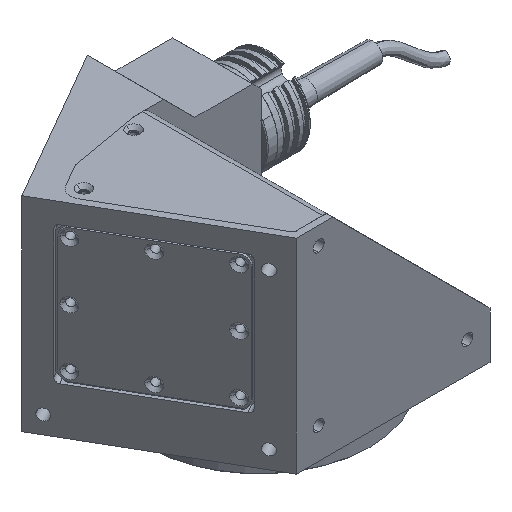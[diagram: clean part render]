
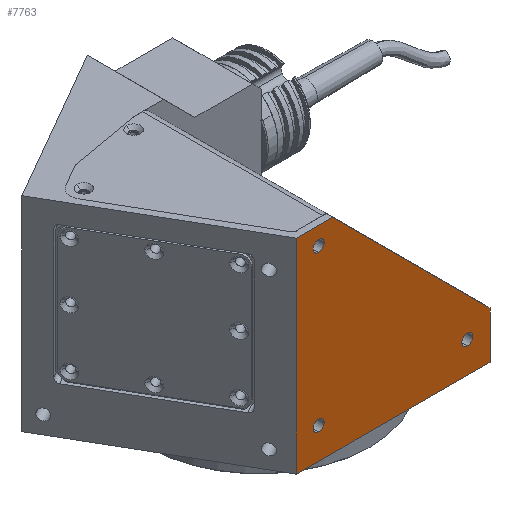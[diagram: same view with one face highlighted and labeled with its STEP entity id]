
A CAD part, isometric view. The second image highlights one B-rep face of the part: STEP entity #7763.
In plain terms, the highlighted planar face has unit normal (0, -1, 0).
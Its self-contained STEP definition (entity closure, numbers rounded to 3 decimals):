
#42 = CARTESIAN_POINT ( 'NONE',  ( -35.185, -52., 190.192 ) ) ;
#171 = AXIS2_PLACEMENT_3D ( 'NONE', #8190, #17834, #9596 ) ;
#328 = DIRECTION ( 'NONE',  ( 0., -1., 0. ) ) ;
#425 = CARTESIAN_POINT ( 'NONE',  ( -25.185, -52., 204.192 ) ) ;
#497 = EDGE_CURVE ( 'NONE', #5653, #15721, #15393, .T. ) ;
#615 = VERTEX_POINT ( 'NONE', #3485 ) ;
#1026 = EDGE_CURVE ( 'NONE', #615, #1107, #12624, .T. ) ;
#1107 = VERTEX_POINT ( 'NONE', #3563 ) ;
#1277 = CIRCLE ( 'NONE', #15213, 2.5 ) ;
#1339 = DIRECTION ( 'NONE',  ( 0., -1., 0. ) ) ;
#1467 = CIRCLE ( 'NONE', #171, 2.5 ) ;
#2551 = LINE ( 'NONE', #12076, #13351 ) ;
#2828 = DIRECTION ( 'NONE',  ( 0., 0., -1. ) ) ;
#2835 = EDGE_CURVE ( 'NONE', #13980, #615, #16971, .T. ) ;
#2883 = DIRECTION ( 'NONE',  ( 0., 0., 1. ) ) ;
#2923 = DIRECTION ( 'NONE',  ( 0., -1., 0. ) ) ;
#2990 = CARTESIAN_POINT ( 'NONE',  ( 41.815, -52., 206.692 ) ) ;
#3478 = ORIENTED_EDGE ( 'NONE', *, *, #14332, .T. ) ;
#3485 = CARTESIAN_POINT ( 'NONE',  ( 52., -52., 211.405 ) ) ;
#3563 = CARTESIAN_POINT ( 'NONE',  ( -18.787, -52., 282.192 ) ) ;
#3612 = DIRECTION ( 'NONE',  ( 0., 0., 1. ) ) ;
#3708 = FACE_BOUND ( 'NONE', #4914, .T. ) ;
#3845 = PLANE ( 'NONE',  #10802 ) ;
#4315 = DIRECTION ( 'NONE',  ( 0., 0., -1. ) ) ;
#4891 = CARTESIAN_POINT ( 'NONE',  ( -35.185, -52., 282.192 ) ) ;
#4907 = ORIENTED_EDGE ( 'NONE', *, *, #5762, .F. ) ;
#4914 = EDGE_LOOP ( 'NONE', ( #9879, #16454 ) ) ;
#5059 = VERTEX_POINT ( 'NONE', #42 ) ;
#5440 = VERTEX_POINT ( 'NONE', #15495 ) ;
#5653 = VERTEX_POINT ( 'NONE', #6214 ) ;
#5762 = EDGE_CURVE ( 'NONE', #15721, #5653, #7437, .T. ) ;
#5949 = VERTEX_POINT ( 'NONE', #18133 ) ;
#6214 = CARTESIAN_POINT ( 'NONE',  ( -25.185, -52., 206.692 ) ) ;
#6367 = VECTOR ( 'NONE', #2883, 1000. ) ;
#6498 = EDGE_LOOP ( 'NONE', ( #10674, #17437, #10671, #15099, #3478 ) ) ;
#6522 = CARTESIAN_POINT ( 'NONE',  ( 41.815, -52., 201.692 ) ) ;
#6606 = CIRCLE ( 'NONE', #9376, 2.5 ) ;
#6627 = AXIS2_PLACEMENT_3D ( 'NONE', #15146, #6862, #16540 ) ;
#6862 = DIRECTION ( 'NONE',  ( 0., -1., 0. ) ) ;
#7437 = CIRCLE ( 'NONE', #12811, 2.5 ) ;
#7546 = CIRCLE ( 'NONE', #6627, 2.5 ) ;
#7763 = ADVANCED_FACE ( 'NONE', ( #3708, #14438, #8810, #18070 ), #3845, .T. ) ;
#8154 = LINE ( 'NONE', #16272, #17421 ) ;
#8174 = ORIENTED_EDGE ( 'NONE', *, *, #12720, .F. ) ;
#8190 = CARTESIAN_POINT ( 'NONE',  ( 41.815, -52., 204.192 ) ) ;
#8211 = CARTESIAN_POINT ( 'NONE',  ( -35.185, -52., 282.192 ) ) ;
#8810 = FACE_BOUND ( 'NONE', #12675, .T. ) ;
#8828 = CARTESIAN_POINT ( 'NONE',  ( -18.787, -52., 282.192 ) ) ;
#8849 = CARTESIAN_POINT ( 'NONE',  ( -25.185, -52., 274.192 ) ) ;
#9376 = AXIS2_PLACEMENT_3D ( 'NONE', #8849, #328, #10242 ) ;
#9596 = DIRECTION ( 'NONE',  ( 0., 0., -1. ) ) ;
#9599 = DIRECTION ( 'NONE',  ( 0., 0., -1. ) ) ;
#9652 = EDGE_CURVE ( 'NONE', #5440, #5949, #1277, .T. ) ;
#9867 = CARTESIAN_POINT ( 'NONE',  ( -25.185, -52., 274.192 ) ) ;
#9879 = ORIENTED_EDGE ( 'NONE', *, *, #9652, .F. ) ;
#10121 = VERTEX_POINT ( 'NONE', #6522 ) ;
#10242 = DIRECTION ( 'NONE',  ( 0., 0., -1. ) ) ;
#10470 = DIRECTION ( 'NONE',  ( 0., -1., 0. ) ) ;
#10671 = ORIENTED_EDGE ( 'NONE', *, *, #11727, .F. ) ;
#10674 = ORIENTED_EDGE ( 'NONE', *, *, #2835, .T. ) ;
#10802 = AXIS2_PLACEMENT_3D ( 'NONE', #13244, #10470, #9599 ) ;
#10906 = DIRECTION ( 'NONE',  ( 0., -1., 0. ) ) ;
#10963 = DIRECTION ( 'NONE',  ( 1., 0., 0. ) ) ;
#11172 = AXIS2_PLACEMENT_3D ( 'NONE', #425, #10906, #2828 ) ;
#11260 = DIRECTION ( 'NONE',  ( 0., 0., -1. ) ) ;
#11262 = LINE ( 'NONE', #8211, #14912 ) ;
#11396 = CARTESIAN_POINT ( 'NONE',  ( -25.185, -52., 204.192 ) ) ;
#11546 = DIRECTION ( 'NONE',  ( -0.707, 0., 0.707 ) ) ;
#11658 = CARTESIAN_POINT ( 'NONE',  ( 52., -52., 190.192 ) ) ;
#11727 = EDGE_CURVE ( 'NONE', #14200, #1107, #11262, .T. ) ;
#11735 = EDGE_CURVE ( 'NONE', #10121, #16751, #7546, .T. ) ;
#12076 = CARTESIAN_POINT ( 'NONE',  ( -35.185, -52., 180.192 ) ) ;
#12624 = LINE ( 'NONE', #8828, #16270 ) ;
#12675 = EDGE_LOOP ( 'NONE', ( #4907, #15469 ) ) ;
#12720 = EDGE_CURVE ( 'NONE', #16751, #10121, #1467, .T. ) ;
#12775 = CARTESIAN_POINT ( 'NONE',  ( 52., -52., 180.192 ) ) ;
#12811 = AXIS2_PLACEMENT_3D ( 'NONE', #11396, #2923, #4315 ) ;
#13244 = CARTESIAN_POINT ( 'NONE',  ( -35.185, -52., 180.192 ) ) ;
#13351 = VECTOR ( 'NONE', #3612, 1000. ) ;
#13937 = EDGE_CURVE ( 'NONE', #5949, #5440, #6606, .T. ) ;
#13980 = VERTEX_POINT ( 'NONE', #11658 ) ;
#14130 = CARTESIAN_POINT ( 'NONE',  ( -25.185, -52., 201.692 ) ) ;
#14200 = VERTEX_POINT ( 'NONE', #4891 ) ;
#14332 = EDGE_CURVE ( 'NONE', #5059, #13980, #8154, .T. ) ;
#14438 = FACE_BOUND ( 'NONE', #16213, .T. ) ;
#14837 = ORIENTED_EDGE ( 'NONE', *, *, #11735, .F. ) ;
#14912 = VECTOR ( 'NONE', #10963, 1000. ) ;
#15099 = ORIENTED_EDGE ( 'NONE', *, *, #15188, .F. ) ;
#15146 = CARTESIAN_POINT ( 'NONE',  ( 41.815, -52., 204.192 ) ) ;
#15188 = EDGE_CURVE ( 'NONE', #5059, #14200, #2551, .T. ) ;
#15213 = AXIS2_PLACEMENT_3D ( 'NONE', #9867, #1339, #11260 ) ;
#15393 = CIRCLE ( 'NONE', #11172, 2.5 ) ;
#15469 = ORIENTED_EDGE ( 'NONE', *, *, #497, .F. ) ;
#15495 = CARTESIAN_POINT ( 'NONE',  ( -25.185, -52., 271.692 ) ) ;
#15721 = VERTEX_POINT ( 'NONE', #14130 ) ;
#16213 = EDGE_LOOP ( 'NONE', ( #14837, #8174 ) ) ;
#16270 = VECTOR ( 'NONE', #11546, 1000. ) ;
#16272 = CARTESIAN_POINT ( 'NONE',  ( -35.185, -52., 190.192 ) ) ;
#16454 = ORIENTED_EDGE ( 'NONE', *, *, #13937, .F. ) ;
#16540 = DIRECTION ( 'NONE',  ( 0., 0., -1. ) ) ;
#16751 = VERTEX_POINT ( 'NONE', #2990 ) ;
#16971 = LINE ( 'NONE', #12775, #6367 ) ;
#17421 = VECTOR ( 'NONE', #17629, 1000. ) ;
#17437 = ORIENTED_EDGE ( 'NONE', *, *, #1026, .T. ) ;
#17629 = DIRECTION ( 'NONE',  ( 1., 0., 0. ) ) ;
#17834 = DIRECTION ( 'NONE',  ( 0., -1., 0. ) ) ;
#18070 = FACE_OUTER_BOUND ( 'NONE', #6498, .T. ) ;
#18133 = CARTESIAN_POINT ( 'NONE',  ( -25.185, -52., 276.692 ) ) ;
